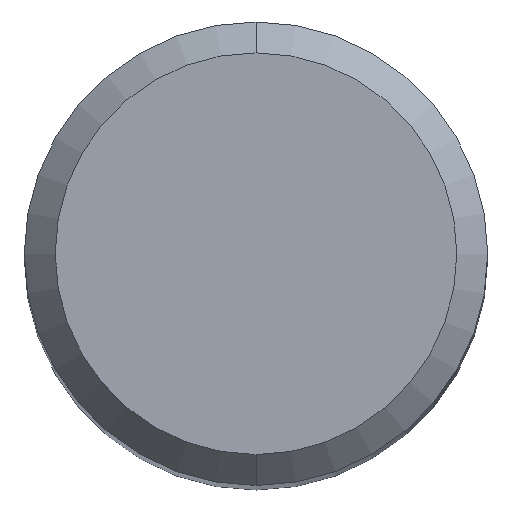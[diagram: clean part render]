
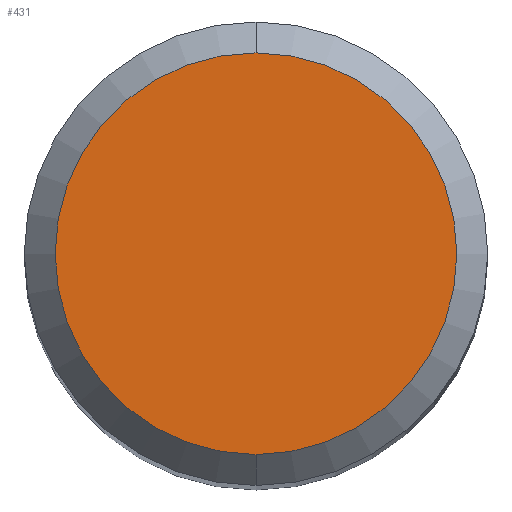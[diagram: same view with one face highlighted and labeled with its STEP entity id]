
A CAD part, top view. The second image highlights one B-rep face of the part: STEP entity #431.
In plain terms, the highlighted planar face has unit normal (0, 0, 1).
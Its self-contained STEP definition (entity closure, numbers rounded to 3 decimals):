
#317=VERTEX_POINT('',#623);
#319=EDGE_CURVE('',#385,#317,#625,.T.);
#385=VERTEX_POINT('',#700);
#429=EDGE_CURVE('',#317,#385,#747,.T.);
#431=ADVANCED_FACE('',(#749),#750,.T.);
#623=CARTESIAN_POINT('',(0.0,2.6,0.0));
#625=CIRCLE('',#1110,2.6);
#700=CARTESIAN_POINT('',(0.,-2.6,0.0));
#747=CIRCLE('',#1363,2.6);
#749=FACE_OUTER_BOUND('',#1365,.T.);
#750=PLANE('',#1366);
#1110=AXIS2_PLACEMENT_3D('',#1574,#1575,#1576);
#1363=AXIS2_PLACEMENT_3D('',#1702,#1703,#1704);
#1365=EDGE_LOOP('',(#1706,#1707));
#1366=AXIS2_PLACEMENT_3D('',#1708,#1709,#1710);
#1574=CARTESIAN_POINT('',(0.0,0.0,0.0));
#1575=DIRECTION('',(0.0,0.0,-1.0));
#1576=DIRECTION('',(0.0,1.0,0.0));
#1702=CARTESIAN_POINT('',(0.0,0.0,0.0));
#1703=DIRECTION('',(0.0,0.0,-1.0));
#1704=DIRECTION('',(0.0,1.0,0.0));
#1706=ORIENTED_EDGE('',*,*,#429,.F.);
#1707=ORIENTED_EDGE('',*,*,#319,.F.);
#1708=CARTESIAN_POINT('',(0.0,1.3,0.0));
#1709=DIRECTION('',(-0.0,0.0,1.0));
#1710=DIRECTION('',(0.0,-1.0,0.0));
